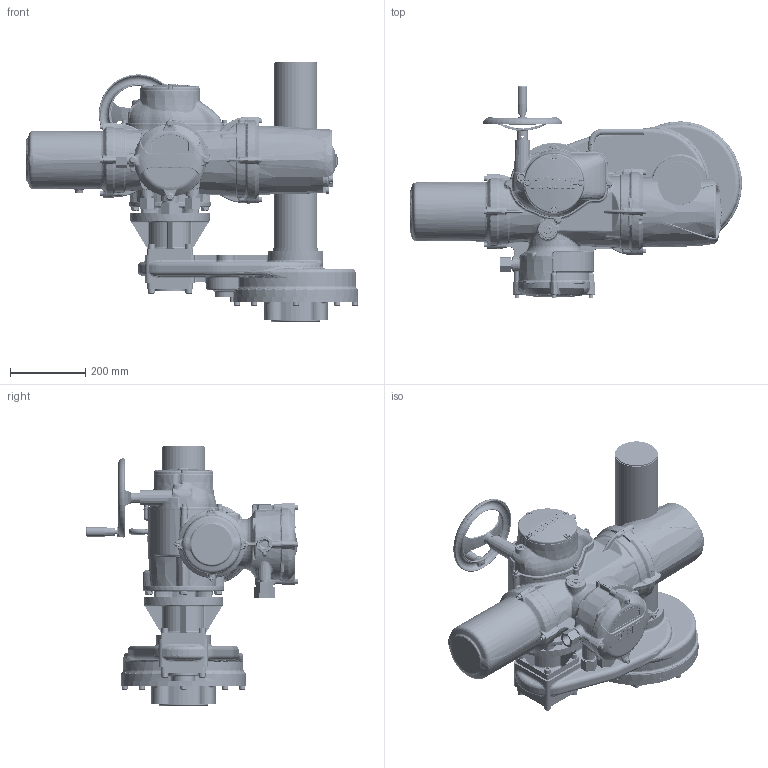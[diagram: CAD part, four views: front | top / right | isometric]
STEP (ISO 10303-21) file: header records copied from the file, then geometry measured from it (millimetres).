
FILE_DESCRIPTION(/* description */ ('Unknown'),/* implementation_level */ '2;1');
FILE_NAME(/* name */ 'II3SHWIS8STD',/* time_stamp */ '2019-04-25T14:27:26+01:00',/* author */ ('Unknown'),/* organization */ ('Unknown'),/* preprocessor_version */ 'ST-DEVELOPER v16.7',/* originating_system */ 'DEX',/* authorisation */ $);
FILE_SCHEMA (('AUTOMOTIVE_DESIGN {1 0 10303 214 3 1 1}'));
Length unit declared in the file: millimetre
Products named in the file (16): II3SHWIS8STD; GB-IS8-GCASE; GB-IS8-INFLG_F16; GB-IS8-CTUBE_500; GB-IS8-OUTFLG_F16; IQ3 35 SHW; II3-01-std; II0-20SHORT-std; II3-05-std; II0-55-std; II3-02B3B4_F16-std; II0-20LONG-std; II3-04SHW-std; II345-04CAP-std; II0-55-ADPIMP4-std; GB-IS8-INDPLATE
Assembly tree (15 placements, depth 3):
  II3SHWIS8STD
    GB-IS8-GCASE
    GB-IS8-INFLG_F16
    GB-IS8-CTUBE_500
    GB-IS8-OUTFLG_F16
    IQ3 35 SHW
      II3-01-std
      II0-20SHORT-std
      II3-05-std
      II0-55-std
      II3-02B3B4_F16-std
      II0-20LONG-std
      II3-04SHW-std
      II345-04CAP-std
    II0-55-ADPIMP4-std
    GB-IS8-INDPLATE
Bounding box: 879.6 x 563.65 x 688.1 mm (x, y, z)
Volume: 40441924.1 mm3; surface area: 2955168.7 mm2
Topology: 51 solids, 67 shells, 8057 faces, 20128 edges, 12080 vertices
Faces by surface type: bspline 2700, plane 2333, cylinder 1238, torus 877, cone 676, sphere 233
Full cylindrical faces by diameter (mm): 1.152 x2, 3 x8, 4.917 x7, 5.5 x1, 6 x4, 6.2 x2, 6.45 x12, 6.47 x12, 6.5 x1, 6.647 x2, 7 x4, 7.6 x4, 8 x29, 8.1 x2, 8.2 x1, 8.5 x4, 9.7 x2, 10 x2, 10.45 x4, 10.47 x4, 11.78 x1, 12 x12, 12.1 x1, 12.444 x1, 12.5 x8, 13 x17, 13.25 x8, 14 x1, 15.281 x1, 15.5 x1
Entity records: 358932 total; most frequent: CARTESIAN_POINT 138332, ORIENTED_EDGE 37712, DIRECTION 29186, EDGE_CURVE 18856, AXIS2_PLACEMENT_3D 12224, VERTEX_POINT 11731, FACE_BOUND 8979, EDGE_LOOP 8948
